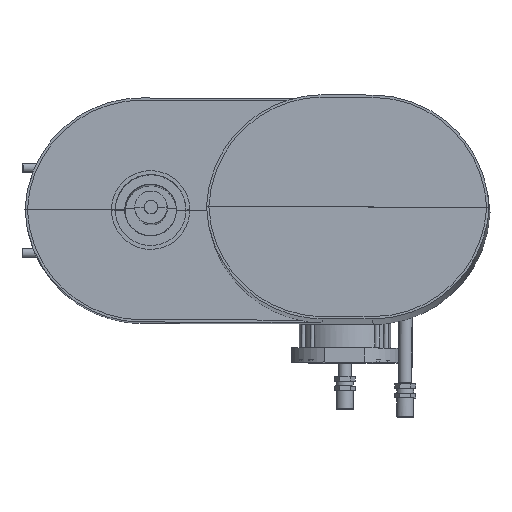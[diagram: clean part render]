
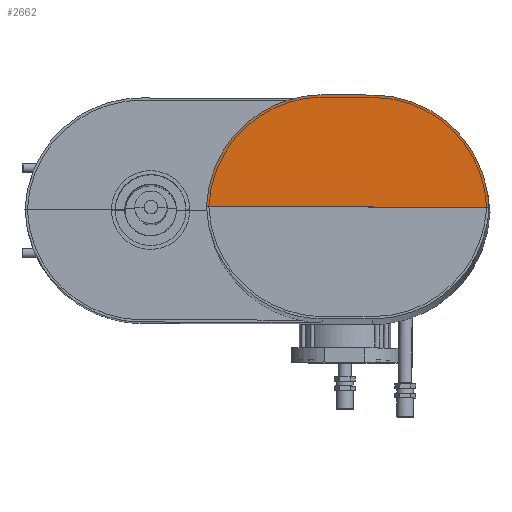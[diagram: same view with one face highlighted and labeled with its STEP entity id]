
A CAD part, front view. The second image highlights one B-rep face of the part: STEP entity #2662.
In plain terms, the highlighted free-form (B-spline) face has degree [1, 1] with [2, 2] control points.
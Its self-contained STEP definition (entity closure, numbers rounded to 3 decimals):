
#2490 = VERTEX_POINT('',#2491);
#2491 = CARTESIAN_POINT('',(519.614,-859.304,
    0.923));
#2496 = EDGE_CURVE('',#2490,#2497,#2499,.T.);
#2497 = VERTEX_POINT('',#2498);
#2498 = CARTESIAN_POINT('',(111.163,-858.291,
    2.512));
#2499 = B_SPLINE_CURVE_WITH_KNOTS('',1,(#2500,#2501),.UNSPECIFIED.,.F.,
  .F.,(2,2),(-235.049,60.982),.PIECEWISE_BEZIER_KNOTS.);
#2500 = CARTESIAN_POINT('',(519.614,-859.304,
    0.923));
#2501 = CARTESIAN_POINT('',(111.163,-858.291,
    2.512));
#2644 = VERTEX_POINT('',#2645);
#2645 = CARTESIAN_POINT('',(352.106,-857.105,
    163.527));
#2650 = EDGE_CURVE('',#2644,#2490,#2651,.T.);
#2651 = ( BOUNDED_CURVE() B_SPLINE_CURVE(2,(#2652,#2653,#2654),
.UNSPECIFIED.,.F.,.F.) B_SPLINE_CURVE_WITH_KNOTS((3,3),(5.498,
7.031),.PIECEWISE_BEZIER_KNOTS.) CURVE() 
GEOMETRIC_REPRESENTATION_ITEM() RATIONAL_B_SPLINE_CURVE((1.,
0.72,1.)) REPRESENTATION_ITEM('') );
#2652 = CARTESIAN_POINT('',(352.106,-857.105,
    163.527));
#2653 = CARTESIAN_POINT('',(514.179,-857.506,
    162.896));
#2654 = CARTESIAN_POINT('',(519.614,-859.304,
    0.923));
#2662 = ADVANCED_FACE('',(#2663),#2680,.F.);
#2663 = FACE_BOUND('',#2664,.T.);
#2664 = EDGE_LOOP('',(#2665,#2666,#2667,#2674));
#2665 = ORIENTED_EDGE('',*,*,#2496,.F.);
#2666 = ORIENTED_EDGE('',*,*,#2650,.F.);
#2667 = ORIENTED_EDGE('',*,*,#2668,.F.);
#2668 = EDGE_CURVE('',#2669,#2644,#2671,.T.);
#2669 = VERTEX_POINT('',#2670);
#2670 = CARTESIAN_POINT('',(279.941,-856.926,
    163.808));
#2671 = B_SPLINE_CURVE_WITH_KNOTS('',1,(#2672,#2673),.UNSPECIFIED.,.F.,
  .F.,(2,2),(190.619,242.921),.PIECEWISE_BEZIER_KNOTS.);
#2672 = CARTESIAN_POINT('',(279.941,-856.926,
    163.808));
#2673 = CARTESIAN_POINT('',(352.106,-857.105,
    163.527));
#2674 = ORIENTED_EDGE('',*,*,#2675,.F.);
#2675 = EDGE_CURVE('',#2497,#2669,#2676,.T.);
#2676 = ( BOUNDED_CURVE() B_SPLINE_CURVE(2,(#2677,#2678,#2679),
.UNSPECIFIED.,.F.,.F.) B_SPLINE_CURVE_WITH_KNOTS((3,3),(5.535,
7.069),.PIECEWISE_BEZIER_KNOTS.) CURVE() 
GEOMETRIC_REPRESENTATION_ITEM() RATIONAL_B_SPLINE_CURVE((1.,
0.72,1.)) REPRESENTATION_ITEM('') );
#2677 = CARTESIAN_POINT('',(111.163,-858.291,
    2.512));
#2678 = CARTESIAN_POINT('',(117.869,-856.524,
    164.438));
#2679 = CARTESIAN_POINT('',(279.941,-856.926,
    163.808));
#2680 = B_SPLINE_SURFACE_WITH_KNOTS('',1,1,(
    (#2681,#2682)
    ,(#2683,#2684
    )),.UNSPECIFIED.,.F.,.F.,.F.,(2,2),(2,2),(-52.453,
    243.578),(-122.047,-4.664),
  .PIECEWISE_BEZIER_KNOTS.);
#2681 = CARTESIAN_POINT('',(111.798,-856.509,
    164.462));
#2682 = CARTESIAN_POINT('',(111.163,-858.291,
    2.512));
#2683 = CARTESIAN_POINT('',(520.249,-857.521,
    162.872));
#2684 = CARTESIAN_POINT('',(519.614,-859.304,
    0.923));
